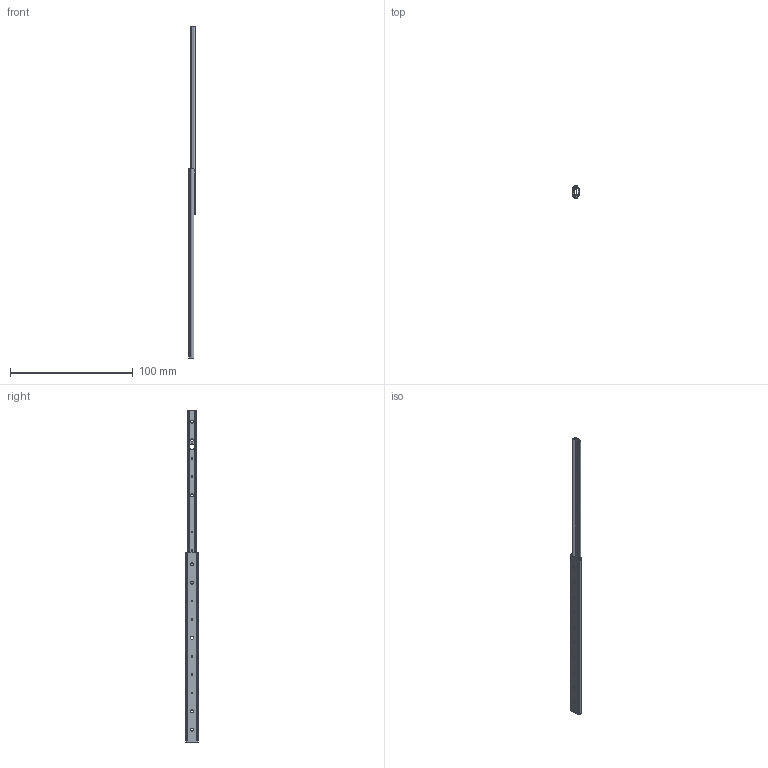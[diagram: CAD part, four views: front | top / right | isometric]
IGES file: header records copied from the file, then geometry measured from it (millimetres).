
Start section: SolidWorks IGES file using analytic representation for surfaces
Global section: file name: K-1371-16.IGS,15; native system: HSolidWorks 2014; preprocessor: SolidWorks 2014; author: 1337yo; date: 180606.171117; units: millimetre
Bounding box: 5 x 10.6 x 271 mm (x, y, z)
Surface area: 10425.6 mm2 (no closed solid volume)
Topology: 0 solids, 0 shells, 113 faces, 1868 edges, 1868 vertices
Faces by surface type: revolution 69, bspline 44
